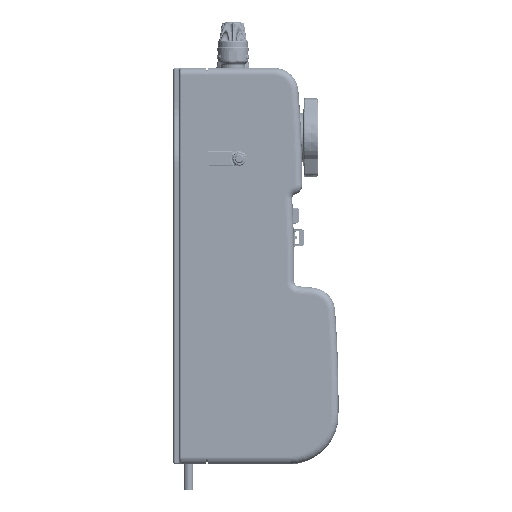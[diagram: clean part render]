
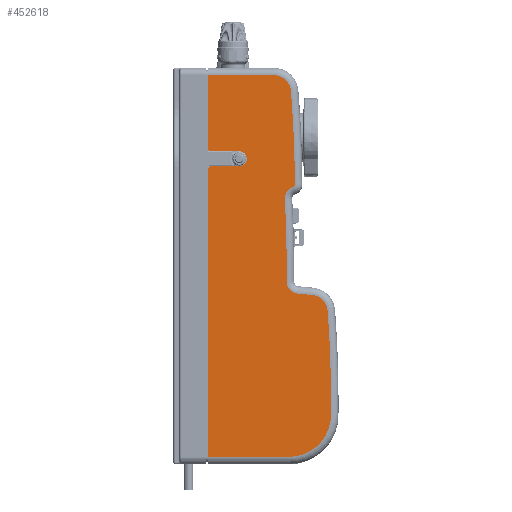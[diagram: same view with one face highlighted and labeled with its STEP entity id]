
A CAD part, front view. The second image highlights one B-rep face of the part: STEP entity #452618.
In plain terms, the highlighted planar face has unit normal (0, -1, 0).
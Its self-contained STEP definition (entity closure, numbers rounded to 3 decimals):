
#449278=CARTESIAN_POINT('Vertex',(125.518,-154.,-27.876)) ;
#449281=CARTESIAN_POINT('Line Origine',(100.771,-154.,-25.711)) ;
#449285=CARTESIAN_POINT('Vertex',(139.655,-154.,-29.113)) ;
#449317=CARTESIAN_POINT('Vertex',(114.108,-154.,-15.27)) ;
#449320=CARTESIAN_POINT('Axis2P3D Location',(126.607,-154.,-15.424)) ;
#449342=CARTESIAN_POINT('Vertex',(112.367,-154.,67.503)) ;
#449345=CARTESIAN_POINT('Axis2P3D Location',(-1128.298,-154.,0.)) ;
#449367=CARTESIAN_POINT('Vertex',(120.245,-154.,79.431)) ;
#449370=CARTESIAN_POINT('Axis2P3D Location',(124.349,-154.,68.154)) ;
#449392=CARTESIAN_POINT('Vertex',(120.85,-154.,79.651)) ;
#449395=CARTESIAN_POINT('Line Origine',(100.771,-154.,72.343)) ;
#449417=CARTESIAN_POINT('Vertex',(122.495,-154.,82.009)) ;
#449420=CARTESIAN_POINT('Axis2P3D Location',(119.995,-154.,82.)) ;
#449442=CARTESIAN_POINT('Vertex',(118.573,-154.,176.391)) ;
#449445=CARTESIAN_POINT('Axis2P3D Location',(-1119.997,-154.,77.644)) ;
#449467=CARTESIAN_POINT('Vertex',(101.128,-154.,192.5)) ;
#449470=CARTESIAN_POINT('Axis2P3D Location',(101.128,-154.,175.)) ;
#449494=CARTESIAN_POINT('Vertex',(37.,-154.,100.8)) ;
#449497=CARTESIAN_POINT('Line Origine',(51.75,-154.,100.8)) ;
#449501=CARTESIAN_POINT('Vertex',(66.5,-154.,100.8)) ;
#449529=CARTESIAN_POINT('Axis2P3D Location',(66.5,-154.,108.3)) ;
#449533=CARTESIAN_POINT('Vertex',(66.5,-154.,115.8)) ;
#449567=CARTESIAN_POINT('Vertex',(37.,-154.,115.8)) ;
#449575=CARTESIAN_POINT('Line Origine',(51.75,-154.,115.8)) ;
#449947=CARTESIAN_POINT('Axis2P3D Location',(138.13,-154.,-46.547)) ;
#449951=CARTESIAN_POINT('Vertex',(155.581,-154.,-45.241)) ;
#449985=CARTESIAN_POINT('Vertex',(158.98,-154.,-150.428)) ;
#449988=CARTESIAN_POINT('Axis2P3D Location',(116.482,-154.,-150.)) ;
#449992=CARTESIAN_POINT('Vertex',(116.482,-154.,-192.5)) ;
#450429=CARTESIAN_POINT('Line Origine',(100.771,-154.,192.5)) ;
#450433=CARTESIAN_POINT('Vertex',(35.,-154.,192.5)) ;
#450467=CARTESIAN_POINT('Vertex',(35.,-154.,117.8)) ;
#450475=CARTESIAN_POINT('Line Origine',(36.,-154.,116.8)) ;
#452460=CARTESIAN_POINT('Vertex',(35.,-154.,98.8)) ;
#452463=CARTESIAN_POINT('Line Origine',(36.,-154.,99.8)) ;
#452488=CARTESIAN_POINT('Line Origine',(100.771,-154.,-192.5)) ;
#452492=CARTESIAN_POINT('Vertex',(35.,-154.,-192.5)) ;
#452576=CARTESIAN_POINT('Axis2P3D Location',(60.,-154.,-200.)) ;
#452581=CARTESIAN_POINT('Line Origine',(35.,-154.,155.15)) ;
#452586=CARTESIAN_POINT('Line Origine',(35.,-154.,-46.85)) ;
#452591=CARTESIAN_POINT('Axis2P3D Location',(-1083.457,-154.,-137.92)) ;
#449283=VECTOR('Line Direction',#449282,1.) ;
#449397=VECTOR('Line Direction',#449396,1.) ;
#449499=VECTOR('Line Direction',#449498,1.) ;
#449577=VECTOR('Line Direction',#449576,1.) ;
#450431=VECTOR('Line Direction',#450430,1.) ;
#450477=VECTOR('Line Direction',#450476,1.) ;
#452465=VECTOR('Line Direction',#452464,1.) ;
#452490=VECTOR('Line Direction',#452489,1.) ;
#452583=VECTOR('Line Direction',#452582,1.) ;
#452588=VECTOR('Line Direction',#452587,1.) ;
#449282=DIRECTION('Vector Direction',(0.996,0.,-0.087)) ;
#449321=DIRECTION('Axis2P3D Direction',(0.,1.,0.)) ;
#449346=DIRECTION('Axis2P3D Direction',(0.,1.,0.)) ;
#449371=DIRECTION('Axis2P3D Direction',(0.,1.,0.)) ;
#449396=DIRECTION('Vector Direction',(0.94,0.,0.342)) ;
#449421=DIRECTION('Axis2P3D Direction',(0.,1.,0.)) ;
#449446=DIRECTION('Axis2P3D Direction',(0.,1.,0.)) ;
#449471=DIRECTION('Axis2P3D Direction',(0.,1.,0.)) ;
#449498=DIRECTION('Vector Direction',(-1.,0.,0.)) ;
#449530=DIRECTION('Axis2P3D Direction',(0.,1.,0.)) ;
#449576=DIRECTION('Vector Direction',(-1.,0.,0.)) ;
#449948=DIRECTION('Axis2P3D Direction',(0.,1.,0.)) ;
#449989=DIRECTION('Axis2P3D Direction',(0.,1.,0.)) ;
#450430=DIRECTION('Vector Direction',(1.,0.,0.)) ;
#450476=DIRECTION('Vector Direction',(-0.707,0.,0.707)) ;
#452464=DIRECTION('Vector Direction',(0.707,0.,0.707)) ;
#452489=DIRECTION('Vector Direction',(1.,0.,0.)) ;
#452577=DIRECTION('Axis2P3D Direction',(0.,1.,0.)) ;
#452578=DIRECTION('Axis2P3D XDirection',(0.,0.,1.)) ;
#452582=DIRECTION('Vector Direction',(0.,0.,-1.)) ;
#452587=DIRECTION('Vector Direction',(0.,0.,-1.)) ;
#452592=DIRECTION('Axis2P3D Direction',(0.,1.,0.)) ;
#449322=AXIS2_PLACEMENT_3D('Circle Axis2P3D',#449320,#449321,$) ;
#449347=AXIS2_PLACEMENT_3D('Circle Axis2P3D',#449345,#449346,$) ;
#449372=AXIS2_PLACEMENT_3D('Circle Axis2P3D',#449370,#449371,$) ;
#449422=AXIS2_PLACEMENT_3D('Circle Axis2P3D',#449420,#449421,$) ;
#449447=AXIS2_PLACEMENT_3D('Circle Axis2P3D',#449445,#449446,$) ;
#449472=AXIS2_PLACEMENT_3D('Circle Axis2P3D',#449470,#449471,$) ;
#449531=AXIS2_PLACEMENT_3D('Circle Axis2P3D',#449529,#449530,$) ;
#449949=AXIS2_PLACEMENT_3D('Circle Axis2P3D',#449947,#449948,$) ;
#449990=AXIS2_PLACEMENT_3D('Circle Axis2P3D',#449988,#449989,$) ;
#452579=AXIS2_PLACEMENT_3D('Plane Axis2P3D',#452576,#452577,#452578) ;
#452593=AXIS2_PLACEMENT_3D('Circle Axis2P3D',#452591,#452592,$) ;
#449284=LINE('Line',#449281,#449283) ;
#449398=LINE('Line',#449395,#449397) ;
#449500=LINE('Line',#449497,#449499) ;
#449578=LINE('Line',#449575,#449577) ;
#450432=LINE('Line',#450429,#450431) ;
#450478=LINE('Line',#450475,#450477) ;
#452466=LINE('Line',#452463,#452465) ;
#452491=LINE('Line',#452488,#452490) ;
#452584=LINE('Line',#452581,#452583) ;
#452589=LINE('Line',#452586,#452588) ;
#449323=CIRCLE('generated circle',#449322,12.5) ;
#449348=CIRCLE('generated circle',#449347,1242.5) ;
#449373=CIRCLE('generated circle',#449372,12.) ;
#449423=CIRCLE('generated circle',#449422,2.5) ;
#449448=CIRCLE('generated circle',#449447,1242.5) ;
#449473=CIRCLE('generated circle',#449472,17.5) ;
#449532=CIRCLE('generated circle',#449531,7.5) ;
#449950=CIRCLE('generated circle',#449949,17.5) ;
#449991=CIRCLE('generated circle',#449990,42.5) ;
#452594=CIRCLE('generated circle',#452593,1242.5) ;
#452580=PLANE('',#452579) ;
#449287=EDGE_CURVE('',#449279,#449286,#449284,.T.) ;
#449324=EDGE_CURVE('',#449318,#449279,#449323,.F.) ;
#449349=EDGE_CURVE('',#449343,#449318,#449348,.T.) ;
#449374=EDGE_CURVE('',#449368,#449343,#449373,.F.) ;
#449399=EDGE_CURVE('',#449393,#449368,#449398,.F.) ;
#449424=EDGE_CURVE('',#449418,#449393,#449423,.T.) ;
#449449=EDGE_CURVE('',#449443,#449418,#449448,.T.) ;
#449474=EDGE_CURVE('',#449468,#449443,#449473,.T.) ;
#449503=EDGE_CURVE('',#449502,#449495,#449500,.T.) ;
#449535=EDGE_CURVE('',#449534,#449502,#449532,.T.) ;
#449579=EDGE_CURVE('',#449534,#449568,#449578,.T.) ;
#449953=EDGE_CURVE('',#449286,#449952,#449950,.T.) ;
#449994=EDGE_CURVE('',#449986,#449993,#449991,.T.) ;
#450435=EDGE_CURVE('',#450434,#449468,#450432,.T.) ;
#450479=EDGE_CURVE('',#449568,#450468,#450478,.T.) ;
#452467=EDGE_CURVE('',#452461,#449495,#452466,.T.) ;
#452494=EDGE_CURVE('',#449993,#452493,#452491,.F.) ;
#452585=EDGE_CURVE('',#450434,#450468,#452584,.T.) ;
#452590=EDGE_CURVE('',#452461,#452493,#452589,.T.) ;
#452595=EDGE_CURVE('',#449952,#449986,#452594,.T.) ;
#452597=ORIENTED_EDGE('',*,*,#452585,.T.) ;
#452598=ORIENTED_EDGE('',*,*,#450479,.F.) ;
#452599=ORIENTED_EDGE('',*,*,#449579,.F.) ;
#452600=ORIENTED_EDGE('',*,*,#449535,.T.) ;
#452601=ORIENTED_EDGE('',*,*,#449503,.T.) ;
#452602=ORIENTED_EDGE('',*,*,#452467,.F.) ;
#452603=ORIENTED_EDGE('',*,*,#452590,.T.) ;
#452604=ORIENTED_EDGE('',*,*,#452494,.F.) ;
#452605=ORIENTED_EDGE('',*,*,#449994,.F.) ;
#452606=ORIENTED_EDGE('',*,*,#452595,.F.) ;
#452607=ORIENTED_EDGE('',*,*,#449953,.F.) ;
#452608=ORIENTED_EDGE('',*,*,#449287,.F.) ;
#452609=ORIENTED_EDGE('',*,*,#449324,.F.) ;
#452610=ORIENTED_EDGE('',*,*,#449349,.F.) ;
#452611=ORIENTED_EDGE('',*,*,#449374,.F.) ;
#452612=ORIENTED_EDGE('',*,*,#449399,.F.) ;
#452613=ORIENTED_EDGE('',*,*,#449424,.F.) ;
#452614=ORIENTED_EDGE('',*,*,#449449,.F.) ;
#452615=ORIENTED_EDGE('',*,*,#449474,.F.) ;
#452616=ORIENTED_EDGE('',*,*,#450435,.F.) ;
#452596=EDGE_LOOP('',(#452597,#452598,#452599,#452600,#452601,#452602,#452603,#452604,#452605,#452606,#452607,#452608,#452609,#452610,#452611,#452612,#452613,#452614,#452615,#452616)) ;
#449279=VERTEX_POINT('',#449278) ;
#449286=VERTEX_POINT('',#449285) ;
#449318=VERTEX_POINT('',#449317) ;
#449343=VERTEX_POINT('',#449342) ;
#449368=VERTEX_POINT('',#449367) ;
#449393=VERTEX_POINT('',#449392) ;
#449418=VERTEX_POINT('',#449417) ;
#449443=VERTEX_POINT('',#449442) ;
#449468=VERTEX_POINT('',#449467) ;
#449495=VERTEX_POINT('',#449494) ;
#449502=VERTEX_POINT('',#449501) ;
#449534=VERTEX_POINT('',#449533) ;
#449568=VERTEX_POINT('',#449567) ;
#449952=VERTEX_POINT('',#449951) ;
#449986=VERTEX_POINT('',#449985) ;
#449993=VERTEX_POINT('',#449992) ;
#450434=VERTEX_POINT('',#450433) ;
#450468=VERTEX_POINT('',#450467) ;
#452461=VERTEX_POINT('',#452460) ;
#452493=VERTEX_POINT('',#452492) ;
#452618=ADVANCED_FACE('29754.1\\GUSCIO_DOPPIO.1\\PartBody',(#452617),#452580,.F.) ;
#452617=FACE_OUTER_BOUND('',#452596,.T.) ;
